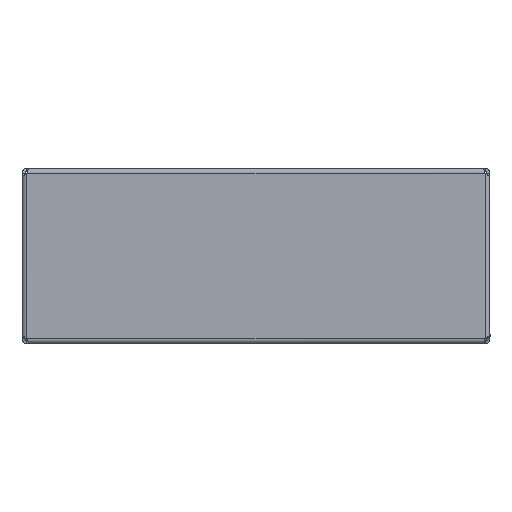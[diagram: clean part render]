
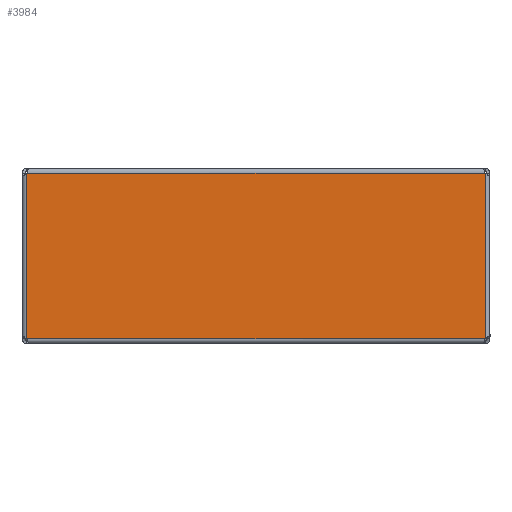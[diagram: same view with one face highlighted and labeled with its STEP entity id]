
A CAD part, front view. The second image highlights one B-rep face of the part: STEP entity #3984.
In plain terms, the highlighted planar face has unit normal (0, -1, 0).
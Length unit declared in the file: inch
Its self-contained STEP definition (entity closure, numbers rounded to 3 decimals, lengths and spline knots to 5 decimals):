
#71 = VERTEX_POINT ( 'NONE', #90 ) ;
#90 = CARTESIAN_POINT ( 'NONE',  ( -7.83352, 0., -6.66504 ) ) ;
#466 = VECTOR ( 'NONE', #5226, 39.37008 ) ;
#500 = DIRECTION ( 'NONE',  ( -1., 0., 0. ) ) ;
#688 = VERTEX_POINT ( 'NONE', #8830 ) ;
#730 = LINE ( 'NONE', #5463, #8609 ) ;
#976 = EDGE_LOOP ( 'NONE', ( #3876, #5166, #6783, #5115 ) ) ;
#1155 = DIRECTION ( 'NONE',  ( 0., 0., -1. ) ) ;
#1554 = VERTEX_POINT ( 'NONE', #7558 ) ;
#1834 = PLANE ( 'NONE',  #3648 ) ;
#1917 = EDGE_CURVE ( 'NONE', #71, #9020, #3806, .T. ) ;
#3090 = EDGE_CURVE ( 'NONE', #1554, #688, #3223, .T. ) ;
#3132 = CARTESIAN_POINT ( 'NONE',  ( 7.83352, 0., 0. ) ) ;
#3223 = LINE ( 'NONE', #8151, #4000 ) ;
#3347 = VECTOR ( 'NONE', #4443, 39.37008 ) ;
#3396 = EDGE_CURVE ( 'NONE', #9020, #1554, #6636, .T. ) ;
#3648 = AXIS2_PLACEMENT_3D ( 'NONE', #4607, #7397, #1155 ) ;
#3806 = LINE ( 'NONE', #6593, #466 ) ;
#3876 = ORIENTED_EDGE ( 'NONE', *, *, #4035, .T. ) ;
#3984 = ADVANCED_FACE ( 'NONE', ( #7486 ), #1834, .T. ) ;
#4000 = VECTOR ( 'NONE', #500, 39.37008 ) ;
#4035 = EDGE_CURVE ( 'NONE', #688, #71, #730, .T. ) ;
#4232 = DIRECTION ( 'NONE',  ( 0., 0., -1. ) ) ;
#4443 = DIRECTION ( 'NONE',  ( 0., 0., 1. ) ) ;
#4607 = CARTESIAN_POINT ( 'NONE',  ( -16.9548, 0., 0. ) ) ;
#5115 = ORIENTED_EDGE ( 'NONE', *, *, #3090, .T. ) ;
#5166 = ORIENTED_EDGE ( 'NONE', *, *, #1917, .T. ) ;
#5226 = DIRECTION ( 'NONE',  ( 1., 0., 0. ) ) ;
#5463 = CARTESIAN_POINT ( 'NONE',  ( -7.83352, 0., 0. ) ) ;
#6593 = CARTESIAN_POINT ( 'NONE',  ( -16.9548, 0., -6.66504 ) ) ;
#6636 = LINE ( 'NONE', #3132, #3347 ) ;
#6708 = CARTESIAN_POINT ( 'NONE',  ( 7.83352, 0., -6.66504 ) ) ;
#6783 = ORIENTED_EDGE ( 'NONE', *, *, #3396, .T. ) ;
#7397 = DIRECTION ( 'NONE',  ( 0., -1., 0. ) ) ;
#7486 = FACE_OUTER_BOUND ( 'NONE', #976, .T. ) ;
#7558 = CARTESIAN_POINT ( 'NONE',  ( 7.83352, 0., -0.99806 ) ) ;
#8151 = CARTESIAN_POINT ( 'NONE',  ( -16.9548, 0., -0.99806 ) ) ;
#8609 = VECTOR ( 'NONE', #4232, 39.37008 ) ;
#8830 = CARTESIAN_POINT ( 'NONE',  ( -7.83352, 0., -0.99806 ) ) ;
#9020 = VERTEX_POINT ( 'NONE', #6708 ) ;
